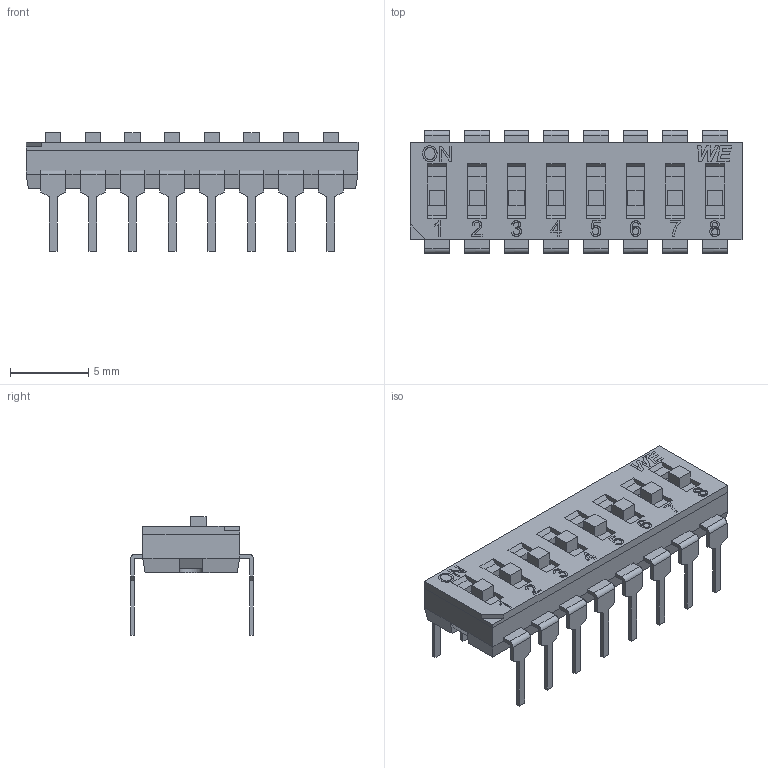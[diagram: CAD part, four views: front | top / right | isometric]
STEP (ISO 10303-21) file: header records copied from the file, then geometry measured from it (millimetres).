
FILE_DESCRIPTION(/* description */ (''),/* implementation_level */ '2;1');
FILE_NAME(/* name */ 'WURTH4~1',/* time_stamp */ '2018-02-27T00:04:32+03:00',/* author */ (''),/* organization */ (''),/* preprocessor_version */ 'ST-DEVELOPER v15',/* originating_system */ '',/* authorisation */ '');
FILE_SCHEMA (('AUTOMOTIVE_DESIGN'));
Length unit declared in the file: millimetre
Products named in the file (8): Document; Assem1; Terminal_front; Terminal_back; Actuator; Contact; Base 08; Cover 08
Assembly tree (35 placements, depth 3):
  Document
    Assem1
      Terminal_front  x8
      Terminal_back  x8
      Actuator  x8
      Contact  x8
      Base 08
      Cover 08
Bounding box: 21.26 x 7.87 x 7.6 mm (x, y, z)
Volume: 364.3 mm3; surface area: 1554.8 mm2
Topology: 34 solids, 34 shells, 1330 faces, 3722 edges, 2456 vertices
Faces by surface type: plane 1077, bspline 253
Entity records: 17714 total; most frequent: CARTESIAN_POINT 7264, ORIENTED_EDGE 3048, EDGE_CURVE 1524, B_SPLINE_CURVE_WITH_KNOTS 1364, VERTEX_POINT 986, EDGE_LOOP 600, DIRECTION 545, ADVANCED_FACE 532
